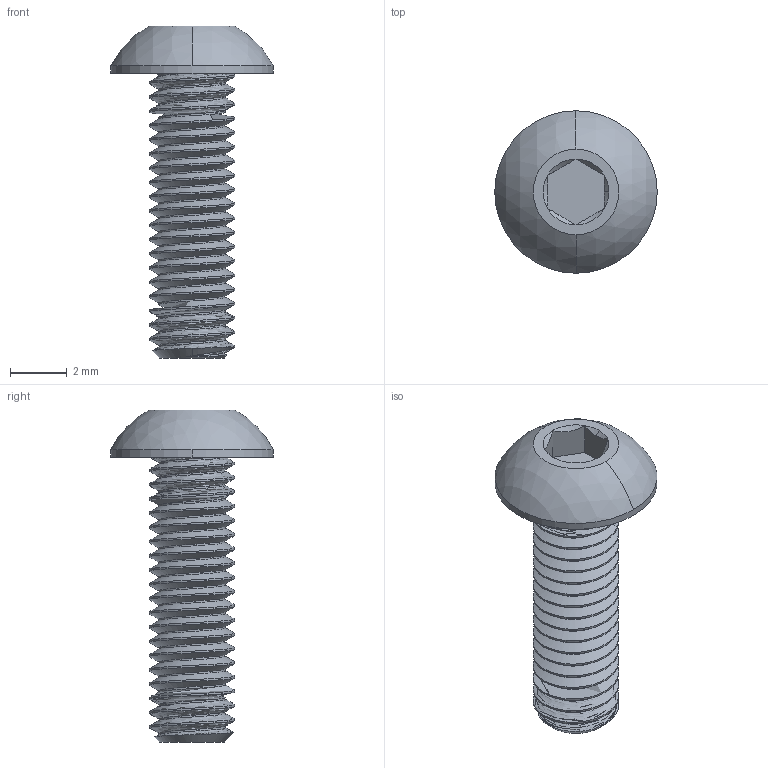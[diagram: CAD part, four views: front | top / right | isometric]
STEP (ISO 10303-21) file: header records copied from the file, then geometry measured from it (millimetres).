
FILE_DESCRIPTION (( 'STEP AP203' ), '1' );
FILE_NAME ('94500A223.step', '2014-02-28T19:56:27', ( '' ), ( '' ), 'SwSTEP 2.0', 'SolidWorks 2012', '' );
FILE_SCHEMA (( 'CONFIG_CONTROL_DESIGN' ));
Length unit declared in the file: millimetre
Products named in the file (1): 94500A223
Bounding box: 5.7 x 5.7 x 11.65 mm (x, y, z)
Volume: 83.2 mm3; surface area: 217.6 mm2
Topology: 1 solids, 1 shells, 66 faces, 174 edges, 112 vertices
Faces by surface type: cylinder 41, cone 10, plane 10, bspline 3, sphere 2
Entity records: 4390 total; most frequent: CARTESIAN_POINT 2949, ORIENTED_EDGE 348, DIRECTION 226, EDGE_CURVE 174, VERTEX_POINT 112, AXIS2_PLACEMENT_3D 85, EDGE_LOOP 68, ADVANCED_FACE 66
